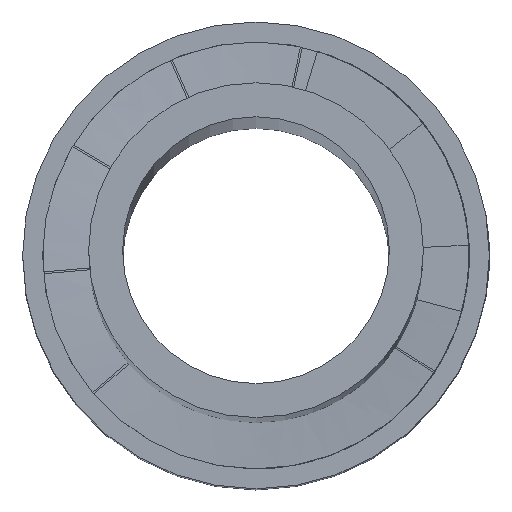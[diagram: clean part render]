
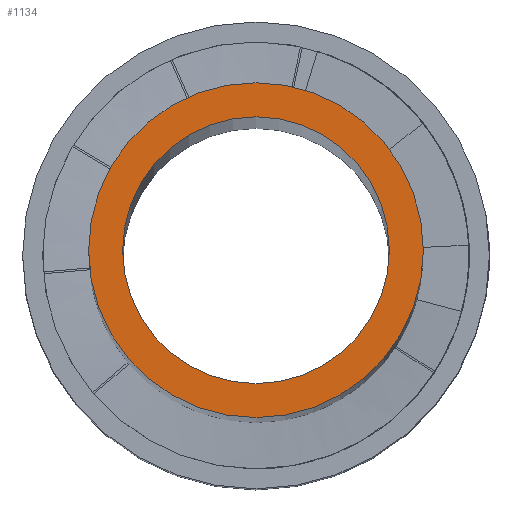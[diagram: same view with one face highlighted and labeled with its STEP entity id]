
A CAD part, top view. The second image highlights one B-rep face of the part: STEP entity #1134.
In plain terms, the highlighted planar face has unit normal (0, 0, 1).
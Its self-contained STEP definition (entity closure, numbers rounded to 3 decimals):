
#233=FACE_BOUND('',#315,.T.);
#241=PLANE('',#1244);
#249=FACE_OUTER_BOUND('',#314,.T.);
#314=EDGE_LOOP('',(#754));
#315=EDGE_LOOP('',(#755));
#431=CIRCLE('',#1239,20.);
#433=CIRCLE('',#1242,25.1);
#443=VERTEX_POINT('',#1430);
#445=VERTEX_POINT('',#1436);
#565=EDGE_CURVE('',#443,#443,#431,.T.);
#568=EDGE_CURVE('',#445,#445,#433,.T.);
#754=ORIENTED_EDGE('',*,*,#568,.T.);
#755=ORIENTED_EDGE('',*,*,#565,.T.);
#1134=ADVANCED_FACE('',(#249,#233),#241,.T.);
#1239=AXIS2_PLACEMENT_3D('',#1431,#1300,#1301);
#1242=AXIS2_PLACEMENT_3D('',#1437,#1307,#1308);
#1244=AXIS2_PLACEMENT_3D('',#1441,#1312,#1313);
#1300=DIRECTION('center_axis',(0.,0.,-1.));
#1301=DIRECTION('ref_axis',(1.,0.,0.));
#1307=DIRECTION('center_axis',(0.,0.,1.));
#1308=DIRECTION('ref_axis',(1.,0.,0.));
#1312=DIRECTION('center_axis',(0.,0.,1.));
#1313=DIRECTION('ref_axis',(1.,0.,0.));
#1430=CARTESIAN_POINT('',(-20.,0.,1000.));
#1431=CARTESIAN_POINT('Origin',(0.,0.,1000.));
#1436=CARTESIAN_POINT('',(-25.1,0.,1000.));
#1437=CARTESIAN_POINT('Origin',(0.,0.,1000.));
#1441=CARTESIAN_POINT('Origin',(0.,0.,1000.));
